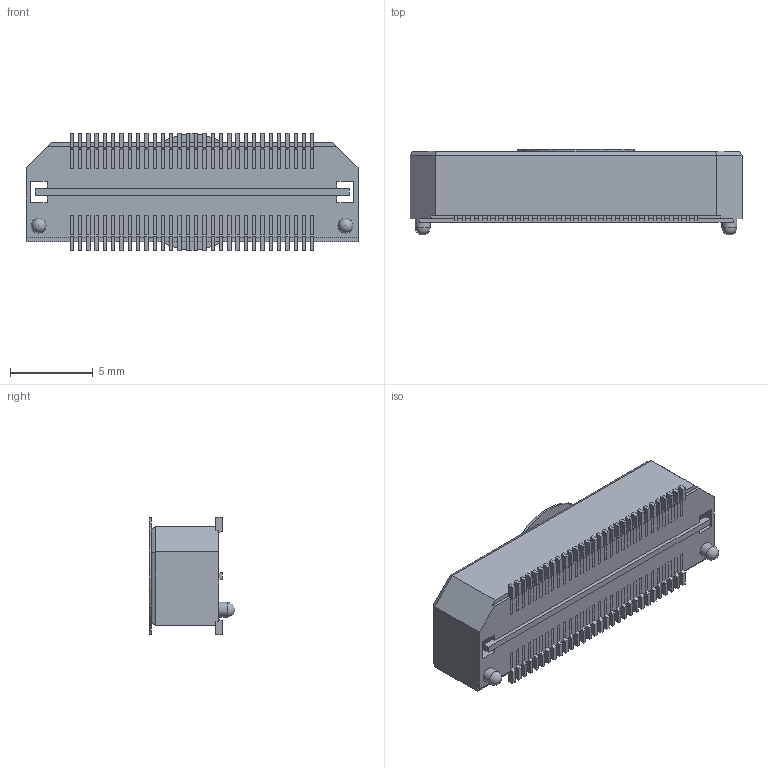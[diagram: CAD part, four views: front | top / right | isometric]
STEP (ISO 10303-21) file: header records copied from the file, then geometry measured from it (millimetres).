
FILE_DESCRIPTION( ( 'STEP AP214' ), '1' );
FILE_NAME( 'QTH-030-01-F-D-A-K-TR.stp', '2021-01-30T03:28:52', ( 'License CC BY-ND 4.0' ), ( 'CADENAS' ), ' ', 'PARTsolutions', ' ' );
FILE_SCHEMA( ( 'AUTOMOTIVE_DESIGN { 1 0 10303 214 1 1 1 1 }' ) );
Length unit declared in the file: inch
Products named in the file (4): QTH-030-01-F-D-A-K-TR; _TQTH-030-01-F-D-A-K-TR_terminal; _T-1S39-01(-030-01-D)_pin; _T-1G1-01_imp
Assembly tree (3 placements, depth 2):
  QTH-030-01-F-D-A-K-TR
    _TQTH-030-01-F-D-A-K-TR_terminal
    _T-1S39-01(-030-01-D)_pin
    _T-1G1-01_imp
Bounding box: 20.02 x 5.16 x 7.11 mm (x, y, z)
Volume: 336.3 mm3; surface area: 1448.2 mm2
Topology: 3 solids, 3 shells, 1580 faces, 4715 edges, 3138 vertices
Faces by surface type: plane 1513, cylinder 65, sphere 2
Full cylindrical faces by diameter (mm): 0.889 x2, 7.01 x1
Entity records: 64714 total; most frequent: CARTESIAN_POINT 9420, ORIENTED_EDGE 9406, DIRECTION 8012, EDGE_CURVE 4703, LINE 4562, VECTOR 4562, VERTEX_POINT 3133, AXIS2_PLACEMENT_3D 1725
